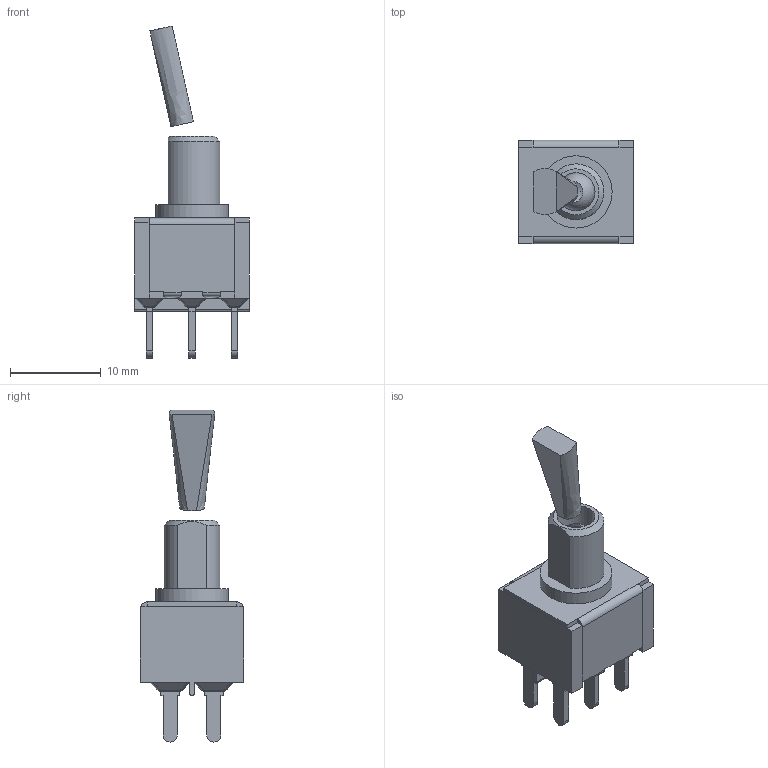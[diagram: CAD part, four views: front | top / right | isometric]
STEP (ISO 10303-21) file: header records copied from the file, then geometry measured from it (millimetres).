
FILE_DESCRIPTION(/* description */ (''),/* implementation_level */ '2;1');
FILE_NAME(/* name */ '100DPxT6B15M3xE.stp',/* time_stamp */ '2026-01-15T14:41:57-06:00',/* author */ ('jmeyers'),/* organization */ (''),/* preprocessor_version */ 'ST-DEVELOPER v18.1',/* originating_system */ 'Autodesk Inventor 2022',/* authorisation */ '');
FILE_SCHEMA (('AUTOMOTIVE_DESIGN { 1 0 10303 214 3 1 1 }','FEATURE_BASED_PROCESS_PLANNING'));
Length unit declared in the file: inch
Products named in the file (1): Part60
Bounding box: 12.7 x 11.43 x 36.68 mm (x, y, z)
Volume: 1064 mm3; surface area: 2049 mm2
Topology: 2 solids, 3 shells, 364 faces, 938 edges, 573 vertices
Faces by surface type: plane 265, cylinder 69, sphere 26, bspline 2, cone 2
Full cylindrical faces by diameter (mm): 4.2 x2, 7.98 x1
Entity records: 10765 total; most frequent: CARTESIAN_POINT 1916, ORIENTED_EDGE 1826, DIRECTION 1809, EDGE_CURVE 913, LINE 735, VECTOR 735, VERTEX_POINT 573, AXIS2_PLACEMENT_3D 537
